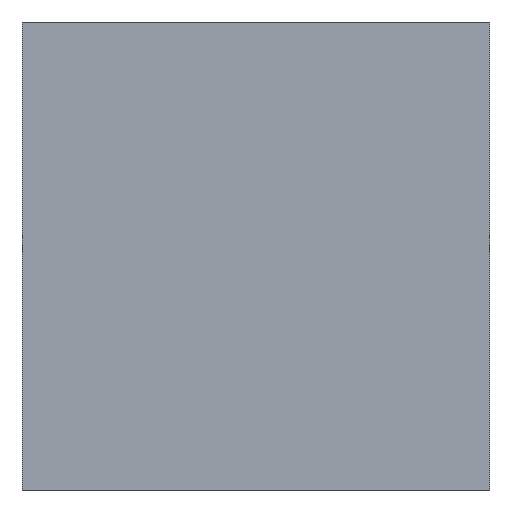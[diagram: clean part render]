
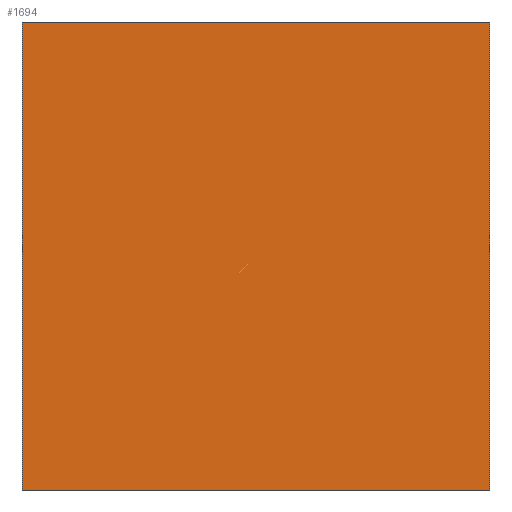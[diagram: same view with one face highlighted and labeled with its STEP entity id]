
A CAD part, front view. The second image highlights one B-rep face of the part: STEP entity #1694.
In plain terms, the highlighted planar face has unit normal (0, -1, 0).
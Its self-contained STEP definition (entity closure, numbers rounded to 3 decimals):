
#278=ORIENTED_EDGE('',*,*,#607,.F.);
#279=ORIENTED_EDGE('',*,*,#625,.F.);
#280=ORIENTED_EDGE('',*,*,#618,.F.);
#281=ORIENTED_EDGE('',*,*,#613,.F.);
#607=EDGE_CURVE('',#812,#813,#995,.T.);
#613=EDGE_CURVE('',#813,#816,#1001,.T.);
#618=EDGE_CURVE('',#816,#818,#1006,.T.);
#625=EDGE_CURVE('',#818,#812,#1013,.T.);
#812=VERTEX_POINT('',#2895);
#813=VERTEX_POINT('',#2896);
#816=VERTEX_POINT('',#2906);
#818=VERTEX_POINT('',#2914);
#995=LINE('',#2894,#1225);
#1001=LINE('',#2905,#1231);
#1006=LINE('',#2913,#1236);
#1013=LINE('',#2923,#1243);
#1225=VECTOR('',#2420,1000.);
#1231=VECTOR('',#2428,1000.);
#1236=VECTOR('',#2435,1000.);
#1243=VECTOR('',#2444,1000.);
#1398=EDGE_LOOP('',(#278,#279,#280,#281));
#1498=FACE_BOUND('',#1398,.T.);
#1596=PLANE('',#2175);
#1694=ADVANCED_FACE('',(#1498),#1596,.F.);
#2175=AXIS2_PLACEMENT_3D('',#2926,#2448,#2449);
#2420=DIRECTION('',(0.,0.,-1.));
#2428=DIRECTION('',(-1.,0.,0.));
#2435=DIRECTION('',(0.,0.,1.));
#2444=DIRECTION('',(1.,0.,0.));
#2448=DIRECTION('',(0.,1.,0.));
#2449=DIRECTION('',(0.,0.,1.));
#2894=CARTESIAN_POINT('',(1.5,0.,-1.5));
#2895=CARTESIAN_POINT('',(1.5,0.,1.5));
#2896=CARTESIAN_POINT('',(1.5,0.,-1.5));
#2905=CARTESIAN_POINT('',(1.5,0.,-1.5));
#2906=CARTESIAN_POINT('',(-1.5,0.,-1.5));
#2913=CARTESIAN_POINT('',(-1.5,0.,-1.5));
#2914=CARTESIAN_POINT('',(-1.5,0.,1.5));
#2923=CARTESIAN_POINT('',(1.5,0.,1.5));
#2926=CARTESIAN_POINT('',(0.,0.,0.));
